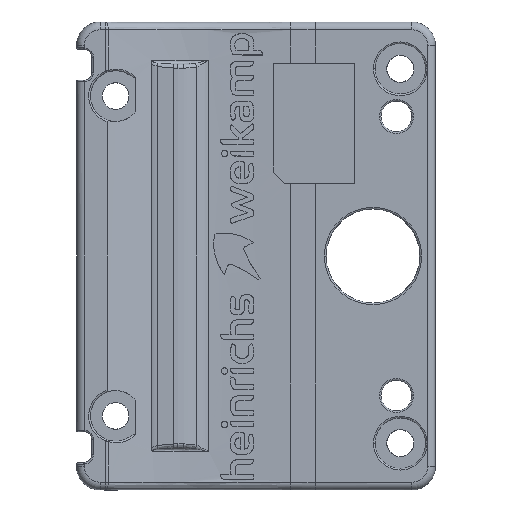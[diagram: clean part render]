
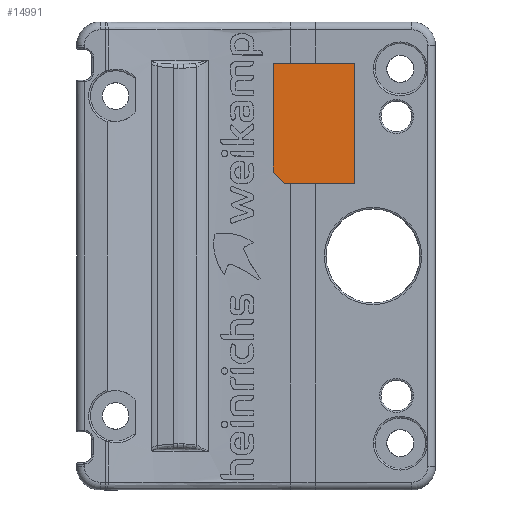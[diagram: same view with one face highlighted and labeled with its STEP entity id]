
A CAD part, front view. The second image highlights one B-rep face of the part: STEP entity #14991.
In plain terms, the highlighted planar face has unit normal (0, -1, 0).
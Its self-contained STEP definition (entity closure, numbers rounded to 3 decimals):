
#546 = LINE ( 'NONE', #6554, #10184 ) ;
#556 = VECTOR ( 'NONE', #18635, 1000. ) ;
#590 = VERTEX_POINT ( 'NONE', #4521 ) ;
#832 = CARTESIAN_POINT ( 'NONE',  ( 12.457, 24.665, 39.285 ) ) ;
#912 = CARTESIAN_POINT ( 'NONE',  ( 10.977, 24.665, 40.75 ) ) ;
#913 = LINE ( 'NONE', #11264, #556 ) ;
#2117 = VECTOR ( 'NONE', #11149, 1000. ) ;
#2550 = DIRECTION ( 'NONE',  ( 0., 0., -1. ) ) ;
#2619 = LINE ( 'NONE', #8148, #2117 ) ;
#3795 = VERTEX_POINT ( 'NONE', #9667 ) ;
#4521 = CARTESIAN_POINT ( 'NONE',  ( 21.408, 24.665, 54.715 ) ) ;
#4754 = ORIENTED_EDGE ( 'NONE', *, *, #8857, .T. ) ;
#4988 = CARTESIAN_POINT ( 'NONE',  ( 30.247, 24.665, 107.01 ) ) ;
#5255 = DIRECTION ( 'NONE',  ( 1., 0., 0. ) ) ;
#6345 = PLANE ( 'NONE',  #9245 ) ;
#6554 = CARTESIAN_POINT ( 'NONE',  ( 10.942, 24.665, 54.715 ) ) ;
#6717 = LINE ( 'NONE', #912, #7670 ) ;
#7517 = VERTEX_POINT ( 'NONE', #12397 ) ;
#7670 = VECTOR ( 'NONE', #2550, 1000. ) ;
#8148 = CARTESIAN_POINT ( 'NONE',  ( 12.467, 24.665, 39.274 ) ) ;
#8357 = CARTESIAN_POINT ( 'NONE',  ( 21.408, 24.665, 39.285 ) ) ;
#8542 = LINE ( 'NONE', #15720, #12515 ) ;
#8857 = EDGE_CURVE ( 'NONE', #3795, #7517, #6717, .T. ) ;
#9245 = AXIS2_PLACEMENT_3D ( 'NONE', #4988, #12242, #18164 ) ;
#9667 = CARTESIAN_POINT ( 'NONE',  ( 10.977, 24.665, 54.715 ) ) ;
#9911 = EDGE_CURVE ( 'NONE', #590, #3795, #546, .T. ) ;
#10184 = VECTOR ( 'NONE', #17464, 1000. ) ;
#10531 = EDGE_LOOP ( 'NONE', ( #12272, #16924, #4754, #15054, #19022 ) ) ;
#11149 = DIRECTION ( 'NONE',  ( 0.707, 0., -0.707 ) ) ;
#11264 = CARTESIAN_POINT ( 'NONE',  ( 21.408, 24.665, 39.25 ) ) ;
#12242 = DIRECTION ( 'NONE',  ( 0., 1., 0. ) ) ;
#12272 = ORIENTED_EDGE ( 'NONE', *, *, #13441, .T. ) ;
#12397 = CARTESIAN_POINT ( 'NONE',  ( 10.977, 24.665, 40.764 ) ) ;
#12410 = VERTEX_POINT ( 'NONE', #832 ) ;
#12515 = VECTOR ( 'NONE', #5255, 1000. ) ;
#12666 = EDGE_CURVE ( 'NONE', #12410, #17000, #8542, .T. ) ;
#13441 = EDGE_CURVE ( 'NONE', #17000, #590, #913, .T. ) ;
#13800 = FACE_OUTER_BOUND ( 'NONE', #10531, .T. ) ;
#14055 = EDGE_CURVE ( 'NONE', #7517, #12410, #2619, .T. ) ;
#14991 = ADVANCED_FACE ( 'NONE', ( #13800 ), #6345, .F. ) ;
#15054 = ORIENTED_EDGE ( 'NONE', *, *, #14055, .T. ) ;
#15720 = CARTESIAN_POINT ( 'NONE',  ( 12.442, 24.665, 39.285 ) ) ;
#16924 = ORIENTED_EDGE ( 'NONE', *, *, #9911, .T. ) ;
#17000 = VERTEX_POINT ( 'NONE', #8357 ) ;
#17464 = DIRECTION ( 'NONE',  ( -1., 0., 0. ) ) ;
#18164 = DIRECTION ( 'NONE',  ( -1., 0., 0. ) ) ;
#18635 = DIRECTION ( 'NONE',  ( 0., 0., 1. ) ) ;
#19022 = ORIENTED_EDGE ( 'NONE', *, *, #12666, .T. ) ;
